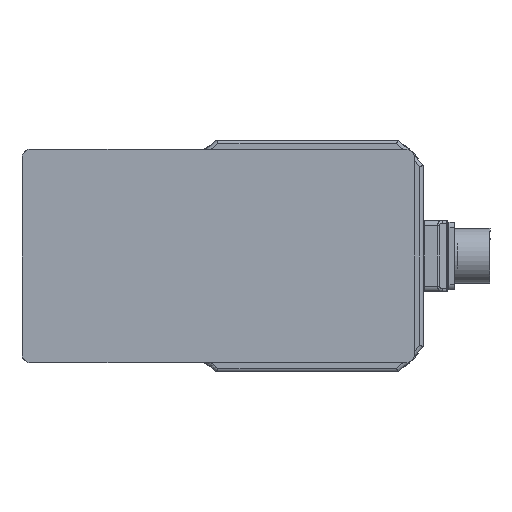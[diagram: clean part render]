
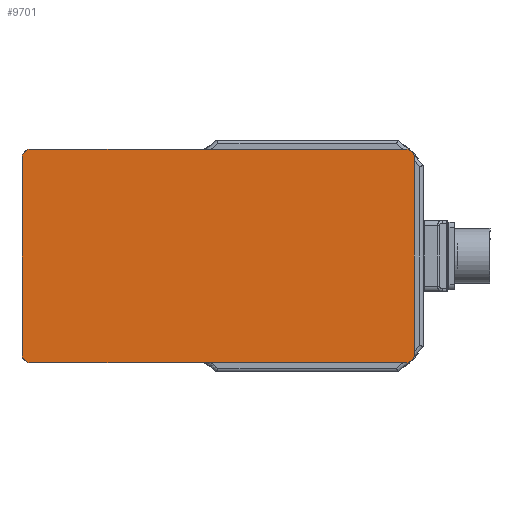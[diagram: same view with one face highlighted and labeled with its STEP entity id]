
A CAD part, front view. The second image highlights one B-rep face of the part: STEP entity #9701.
In plain terms, the highlighted planar face has unit normal (0, -1, 0).
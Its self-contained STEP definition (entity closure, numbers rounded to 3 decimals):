
#825 = CARTESIAN_POINT ( 'NONE',  ( 55., -100., -40. ) ) ;
#2299 = DIRECTION ( 'NONE',  ( 0., 0., -1. ) ) ;
#3728 = DIRECTION ( 'NONE',  ( 0., 0., -1. ) ) ;
#4002 = DIRECTION ( 'NONE',  ( 0., -1., 0. ) ) ;
#4715 = EDGE_CURVE ( 'NONE', #28462, #63272, #62612, .T. ) ;
#6684 = VERTEX_POINT ( 'NONE', #51482 ) ;
#7694 = CIRCLE ( 'NONE', #37667, 5.003 ) ;
#8407 = AXIS2_PLACEMENT_3D ( 'NONE', #825, #13872, #50605 ) ;
#8542 = DIRECTION ( 'NONE',  ( 1., 0., 0. ) ) ;
#9701 = ADVANCED_FACE ( 'NONE', ( #14250 ), #69743, .T. ) ;
#10868 = EDGE_CURVE ( 'NONE', #38575, #69135, #55900, .T. ) ;
#11423 = CARTESIAN_POINT ( 'NONE',  ( 60.003, -100., -40. ) ) ;
#12137 = CARTESIAN_POINT ( 'NONE',  ( -55., -100., -45.003 ) ) ;
#12717 = ORIENTED_EDGE ( 'NONE', *, *, #10868, .T. ) ;
#13872 = DIRECTION ( 'NONE',  ( 0., -1., 0. ) ) ;
#14250 = FACE_OUTER_BOUND ( 'NONE', #75981, .T. ) ;
#15601 = CARTESIAN_POINT ( 'NONE',  ( 60.003, -100., -40. ) ) ;
#17447 = AXIS2_PLACEMENT_3D ( 'NONE', #63098, #69621, #2299 ) ;
#19999 = LINE ( 'NONE', #20784, #28127 ) ;
#20784 = CARTESIAN_POINT ( 'NONE',  ( -55., -100., -45.003 ) ) ;
#22091 = DIRECTION ( 'NONE',  ( 0., -1., 0. ) ) ;
#28127 = VECTOR ( 'NONE', #8542, 1000. ) ;
#28462 = VERTEX_POINT ( 'NONE', #31716 ) ;
#29195 = ORIENTED_EDGE ( 'NONE', *, *, #4715, .T. ) ;
#30782 = ORIENTED_EDGE ( 'NONE', *, *, #76157, .T. ) ;
#31716 = CARTESIAN_POINT ( 'NONE',  ( -60.003, -100., 170. ) ) ;
#33052 = CIRCLE ( 'NONE', #17447, 5.003 ) ;
#33099 = AXIS2_PLACEMENT_3D ( 'NONE', #65396, #76845, #53574 ) ;
#33158 = VECTOR ( 'NONE', #36293, 1000. ) ;
#33850 = VERTEX_POINT ( 'NONE', #80638 ) ;
#33910 = EDGE_CURVE ( 'NONE', #63272, #74666, #33052, .T. ) ;
#36293 = DIRECTION ( 'NONE',  ( 0., 0., 1. ) ) ;
#36606 = CARTESIAN_POINT ( 'NONE',  ( 55., -100., 175.003 ) ) ;
#37667 = AXIS2_PLACEMENT_3D ( 'NONE', #78240, #4002, #73324 ) ;
#38297 = CIRCLE ( 'NONE', #33099, 5.003 ) ;
#38575 = VERTEX_POINT ( 'NONE', #15601 ) ;
#39969 = ORIENTED_EDGE ( 'NONE', *, *, #57366, .T. ) ;
#43555 = DIRECTION ( 'NONE',  ( -1., 0., 0. ) ) ;
#43747 = ORIENTED_EDGE ( 'NONE', *, *, #33910, .T. ) ;
#44391 = ORIENTED_EDGE ( 'NONE', *, *, #52339, .T. ) ;
#44646 = VERTEX_POINT ( 'NONE', #51272 ) ;
#44895 = CIRCLE ( 'NONE', #70897, 5.003 ) ;
#46886 = VECTOR ( 'NONE', #43555, 1000. ) ;
#47091 = DIRECTION ( 'NONE',  ( 0., 0., -1. ) ) ;
#49768 = ORIENTED_EDGE ( 'NONE', *, *, #57275, .T. ) ;
#50504 = LINE ( 'NONE', #36606, #46886 ) ;
#50605 = DIRECTION ( 'NONE',  ( 0., 0., -1. ) ) ;
#51272 = CARTESIAN_POINT ( 'NONE',  ( 55., -100., 175.003 ) ) ;
#51482 = CARTESIAN_POINT ( 'NONE',  ( 55., -100., -45.003 ) ) ;
#52339 = EDGE_CURVE ( 'NONE', #74666, #6684, #19999, .T. ) ;
#53574 = DIRECTION ( 'NONE',  ( 0., 0., -1. ) ) ;
#55900 = LINE ( 'NONE', #11423, #33158 ) ;
#57275 = EDGE_CURVE ( 'NONE', #6684, #38575, #7694, .T. ) ;
#57366 = EDGE_CURVE ( 'NONE', #44646, #33850, #50504, .T. ) ;
#58265 = CARTESIAN_POINT ( 'NONE',  ( -60.003, -100., -40. ) ) ;
#62612 = LINE ( 'NONE', #76877, #66295 ) ;
#62783 = CARTESIAN_POINT ( 'NONE',  ( 60.003, -100., 170. ) ) ;
#63098 = CARTESIAN_POINT ( 'NONE',  ( -55., -100., -40. ) ) ;
#63272 = VERTEX_POINT ( 'NONE', #58265 ) ;
#65396 = CARTESIAN_POINT ( 'NONE',  ( 55., -100., 170. ) ) ;
#66295 = VECTOR ( 'NONE', #47091, 1000. ) ;
#68975 = ORIENTED_EDGE ( 'NONE', *, *, #77764, .T. ) ;
#69135 = VERTEX_POINT ( 'NONE', #62783 ) ;
#69621 = DIRECTION ( 'NONE',  ( 0., -1., 0. ) ) ;
#69743 = PLANE ( 'NONE',  #8407 ) ;
#70897 = AXIS2_PLACEMENT_3D ( 'NONE', #77160, #22091, #3728 ) ;
#73324 = DIRECTION ( 'NONE',  ( 0., 0., -1. ) ) ;
#74666 = VERTEX_POINT ( 'NONE', #12137 ) ;
#75981 = EDGE_LOOP ( 'NONE', ( #49768, #12717, #30782, #39969, #68975, #29195, #43747, #44391 ) ) ;
#76157 = EDGE_CURVE ( 'NONE', #69135, #44646, #38297, .T. ) ;
#76845 = DIRECTION ( 'NONE',  ( 0., -1., 0. ) ) ;
#76877 = CARTESIAN_POINT ( 'NONE',  ( -60.003, -100., 170. ) ) ;
#77160 = CARTESIAN_POINT ( 'NONE',  ( -55., -100., 170. ) ) ;
#77764 = EDGE_CURVE ( 'NONE', #33850, #28462, #44895, .T. ) ;
#78240 = CARTESIAN_POINT ( 'NONE',  ( 55., -100., -40. ) ) ;
#80638 = CARTESIAN_POINT ( 'NONE',  ( -55., -100., 175.003 ) ) ;
